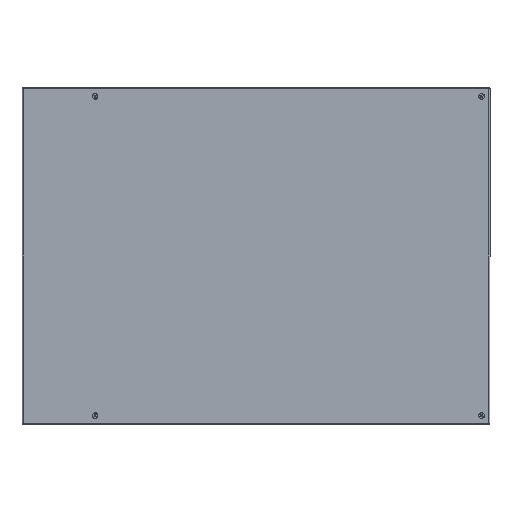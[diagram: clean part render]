
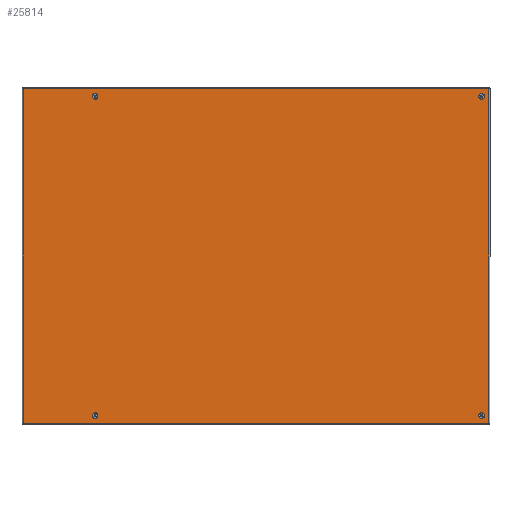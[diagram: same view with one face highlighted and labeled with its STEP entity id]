
A CAD part, left-side view. The second image highlights one B-rep face of the part: STEP entity #25814.
In plain terms, the highlighted face is planar.
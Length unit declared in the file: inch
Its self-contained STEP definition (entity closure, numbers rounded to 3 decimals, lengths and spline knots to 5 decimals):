
#136 = ORIENTED_EDGE ( 'NONE', *, *, #3304, .T. ) ;
#620 = AXIS2_PLACEMENT_3D ( 'NONE', #44749, #16076, #49540 ) ;
#711 = CIRCLE ( 'NONE', #27601, 0.25 ) ;
#1202 = CARTESIAN_POINT ( 'NONE',  ( -14.928, 0., 23.6969 ) ) ;
#1897 = LINE ( 'NONE', #59976, #40062 ) ;
#2229 = CARTESIAN_POINT ( 'NONE',  ( 14.5, 0., 17.221 ) ) ;
#2587 = CARTESIAN_POINT ( 'NONE',  ( -14.928, 0., -17.921 ) ) ;
#3191 = DIRECTION ( 'NONE',  ( 0., 0., -1. ) ) ;
#3264 = DIRECTION ( 'NONE',  ( 0., -1., 0. ) ) ;
#3304 = EDGE_CURVE ( 'NONE', #25550, #15801, #61797, .T. ) ;
#3774 = EDGE_CURVE ( 'NONE', #13209, #28003, #10850, .T. ) ;
#4708 = EDGE_CURVE ( 'NONE', #31057, #28003, #37655, .T. ) ;
#5614 = VERTEX_POINT ( 'NONE', #58438 ) ;
#6463 = DIRECTION ( 'NONE',  ( 0., -1., 0. ) ) ;
#7388 = CARTESIAN_POINT ( 'NONE',  ( -14.25, 0., -17.279 ) ) ;
#7431 = ORIENTED_EDGE ( 'NONE', *, *, #8573, .T. ) ;
#8060 = ORIENTED_EDGE ( 'NONE', *, *, #4708, .F. ) ;
#8411 = CIRCLE ( 'NONE', #35063, 0.25 ) ;
#8573 = EDGE_CURVE ( 'NONE', #47169, #28260, #42580, .T. ) ;
#9210 = DIRECTION ( 'NONE',  ( 0., 0., -1. ) ) ;
#9244 = VERTEX_POINT ( 'NONE', #20740 ) ;
#9288 = EDGE_LOOP ( 'NONE', ( #8060, #38503, #18057, #58345 ) ) ;
#10850 = LINE ( 'NONE', #17626, #19076 ) ;
#12760 = AXIS2_PLACEMENT_3D ( 'NONE', #17263, #50702, #36504 ) ;
#13209 = VERTEX_POINT ( 'NONE', #46471 ) ;
#13568 = CARTESIAN_POINT ( 'NONE',  ( -14.5, 0., -17.279 ) ) ;
#13724 = CARTESIAN_POINT ( 'NONE',  ( 14.928, 0., -17.921 ) ) ;
#13830 = CARTESIAN_POINT ( 'NONE',  ( -14., 0., -17.279 ) ) ;
#14042 = ORIENTED_EDGE ( 'NONE', *, *, #37628, .T. ) ;
#15801 = VERTEX_POINT ( 'NONE', #51800 ) ;
#16076 = DIRECTION ( 'NONE',  ( 0., -1., 0. ) ) ;
#17263 = CARTESIAN_POINT ( 'NONE',  ( -14.25, 0., 17.221 ) ) ;
#17626 = CARTESIAN_POINT ( 'NONE',  ( 14.928, 0., -17.957 ) ) ;
#18057 = ORIENTED_EDGE ( 'NONE', *, *, #45633, .F. ) ;
#18734 = DIRECTION ( 'NONE',  ( 1., 0., 0. ) ) ;
#19076 = VECTOR ( 'NONE', #3191, 39.37008 ) ;
#19694 = AXIS2_PLACEMENT_3D ( 'NONE', #20640, #6463, #44492 ) ;
#19824 = CARTESIAN_POINT ( 'NONE',  ( -14.25, 0., -17.279 ) ) ;
#19858 = VERTEX_POINT ( 'NONE', #2229 ) ;
#20640 = CARTESIAN_POINT ( 'NONE',  ( 14.25, 0., 17.221 ) ) ;
#20740 = CARTESIAN_POINT ( 'NONE',  ( 14.25, 0., -17.029 ) ) ;
#20776 = FACE_BOUND ( 'NONE', #60636, .T. ) ;
#22976 = FACE_BOUND ( 'NONE', #55573, .T. ) ;
#24896 = VECTOR ( 'NONE', #18734, 39.37008 ) ;
#25550 = VERTEX_POINT ( 'NONE', #32666 ) ;
#25814 = ADVANCED_FACE ( 'NONE', ( #34254, #46218, #31994, #22976, #20776 ), #58905, .F. ) ;
#25960 = DIRECTION ( 'NONE',  ( 0., -1., 0. ) ) ;
#26196 = VECTOR ( 'NONE', #30055, 39.37008 ) ;
#26322 = CIRCLE ( 'NONE', #12760, 0.25 ) ;
#27516 = DIRECTION ( 'NONE',  ( -1., 0., 0. ) ) ;
#27601 = AXIS2_PLACEMENT_3D ( 'NONE', #19824, #58443, #48860 ) ;
#27920 = CARTESIAN_POINT ( 'NONE',  ( 14.25, 0., -17.279 ) ) ;
#28003 = VERTEX_POINT ( 'NONE', #29523 ) ;
#28260 = VERTEX_POINT ( 'NONE', #13830 ) ;
#28334 = EDGE_LOOP ( 'NONE', ( #7431, #43629 ) ) ;
#28985 = EDGE_LOOP ( 'NONE', ( #61980, #136 ) ) ;
#29425 = CARTESIAN_POINT ( 'NONE',  ( 14.25, 0., 17.221 ) ) ;
#29523 = CARTESIAN_POINT ( 'NONE',  ( 14.928, 0., -17.921 ) ) ;
#30055 = DIRECTION ( 'NONE',  ( 0., 0., 1. ) ) ;
#30670 = DIRECTION ( 'NONE',  ( 0., -1., 0. ) ) ;
#30736 = DIRECTION ( 'NONE',  ( -1., 0., 0. ) ) ;
#30855 = CIRCLE ( 'NONE', #60633, 0.25 ) ;
#30876 = DIRECTION ( 'NONE',  ( -1., 0., 0. ) ) ;
#30878 = AXIS2_PLACEMENT_3D ( 'NONE', #56376, #3264, #27516 ) ;
#31057 = VERTEX_POINT ( 'NONE', #2587 ) ;
#31962 = DIRECTION ( 'NONE',  ( 0., -1., 0. ) ) ;
#31994 = FACE_OUTER_BOUND ( 'NONE', #9288, .T. ) ;
#32146 = CIRCLE ( 'NONE', #19694, 0.25 ) ;
#32666 = CARTESIAN_POINT ( 'NONE',  ( -14., 0., 17.221 ) ) ;
#32971 = DIRECTION ( 'NONE',  ( 0., -1., 0. ) ) ;
#33577 = ORIENTED_EDGE ( 'NONE', *, *, #54877, .T. ) ;
#34254 = FACE_BOUND ( 'NONE', #28985, .T. ) ;
#34309 = ORIENTED_EDGE ( 'NONE', *, *, #36327, .T. ) ;
#35063 = AXIS2_PLACEMENT_3D ( 'NONE', #29425, #30670, #30876 ) ;
#35432 = CARTESIAN_POINT ( 'NONE',  ( -14.928, 0., 23.64549 ) ) ;
#36327 = EDGE_CURVE ( 'NONE', #9244, #5614, #52799, .T. ) ;
#36504 = DIRECTION ( 'NONE',  ( -1., 0., 0. ) ) ;
#37450 = EDGE_CURVE ( 'NONE', #5614, #9244, #30855, .T. ) ;
#37628 = EDGE_CURVE ( 'NONE', #19858, #44793, #8411, .T. ) ;
#37655 = LINE ( 'NONE', #13724, #24896 ) ;
#37777 = CARTESIAN_POINT ( 'NONE',  ( 14., 0., 17.221 ) ) ;
#38503 = ORIENTED_EDGE ( 'NONE', *, *, #53233, .T. ) ;
#39226 = EDGE_CURVE ( 'NONE', #15801, #25550, #26322, .T. ) ;
#40062 = VECTOR ( 'NONE', #30736, 39.37008 ) ;
#40367 = DIRECTION ( 'NONE',  ( -1., 0., 0. ) ) ;
#42576 = DIRECTION ( 'NONE',  ( 0., 0., -1. ) ) ;
#42580 = CIRCLE ( 'NONE', #42860, 0.25 ) ;
#42860 = AXIS2_PLACEMENT_3D ( 'NONE', #7388, #25960, #40367 ) ;
#43629 = ORIENTED_EDGE ( 'NONE', *, *, #44461, .T. ) ;
#44461 = EDGE_CURVE ( 'NONE', #28260, #47169, #711, .T. ) ;
#44492 = DIRECTION ( 'NONE',  ( -1., 0., 0. ) ) ;
#44749 = CARTESIAN_POINT ( 'NONE',  ( 14.928, 0., -17.957 ) ) ;
#44793 = VERTEX_POINT ( 'NONE', #37777 ) ;
#45633 = EDGE_CURVE ( 'NONE', #13209, #53869, #1897, .T. ) ;
#46218 = FACE_BOUND ( 'NONE', #28334, .T. ) ;
#46471 = CARTESIAN_POINT ( 'NONE',  ( 14.928, 0., 23.64549 ) ) ;
#47169 = VERTEX_POINT ( 'NONE', #13568 ) ;
#48860 = DIRECTION ( 'NONE',  ( -1., 0., 0. ) ) ;
#49540 = DIRECTION ( 'NONE',  ( 0., 0., 1. ) ) ;
#50702 = DIRECTION ( 'NONE',  ( 0., -1., 0. ) ) ;
#51646 = LINE ( 'NONE', #1202, #26196 ) ;
#51800 = CARTESIAN_POINT ( 'NONE',  ( -14.5, 0., 17.221 ) ) ;
#52799 = CIRCLE ( 'NONE', #58984, 0.25 ) ;
#53233 = EDGE_CURVE ( 'NONE', #31057, #53869, #51646, .T. ) ;
#53869 = VERTEX_POINT ( 'NONE', #35432 ) ;
#54877 = EDGE_CURVE ( 'NONE', #44793, #19858, #32146, .T. ) ;
#55573 = EDGE_LOOP ( 'NONE', ( #57609, #34309 ) ) ;
#55799 = CARTESIAN_POINT ( 'NONE',  ( 14.25, 0., -17.279 ) ) ;
#56376 = CARTESIAN_POINT ( 'NONE',  ( -14.25, 0., 17.221 ) ) ;
#57609 = ORIENTED_EDGE ( 'NONE', *, *, #37450, .T. ) ;
#58345 = ORIENTED_EDGE ( 'NONE', *, *, #3774, .T. ) ;
#58438 = CARTESIAN_POINT ( 'NONE',  ( 14.25, 0., -17.529 ) ) ;
#58443 = DIRECTION ( 'NONE',  ( 0., -1., 0. ) ) ;
#58905 = PLANE ( 'NONE',  #620 ) ;
#58984 = AXIS2_PLACEMENT_3D ( 'NONE', #27920, #32971, #42576 ) ;
#59976 = CARTESIAN_POINT ( 'NONE',  ( 14.928, 0., 23.64549 ) ) ;
#60633 = AXIS2_PLACEMENT_3D ( 'NONE', #55799, #31962, #9210 ) ;
#60636 = EDGE_LOOP ( 'NONE', ( #33577, #14042 ) ) ;
#61797 = CIRCLE ( 'NONE', #30878, 0.25 ) ;
#61980 = ORIENTED_EDGE ( 'NONE', *, *, #39226, .T. ) ;
